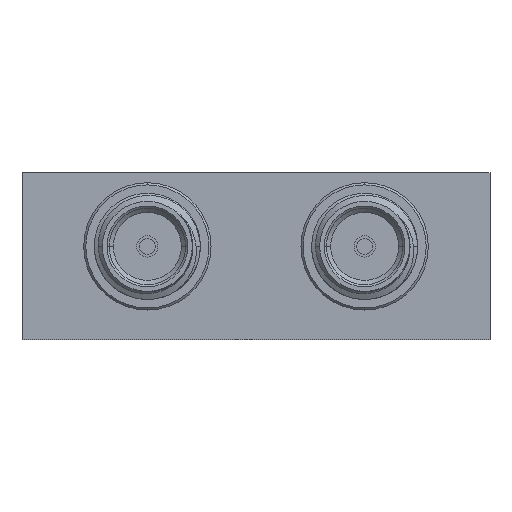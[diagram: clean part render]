
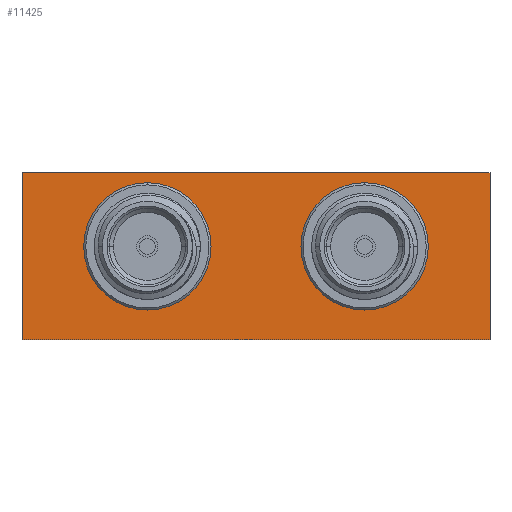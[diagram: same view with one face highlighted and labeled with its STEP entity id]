
A CAD part, front view. The second image highlights one B-rep face of the part: STEP entity #11425.
In plain terms, the highlighted planar face has unit normal (0, -1, 0).
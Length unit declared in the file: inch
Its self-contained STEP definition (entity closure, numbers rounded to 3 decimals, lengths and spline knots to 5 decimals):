
#346 = CARTESIAN_POINT ( 'NONE',  ( -0.55118, -0.55118, 0.19685 ) ) ;
#467 = ORIENTED_EDGE ( 'NONE', *, *, #12005, .F. ) ;
#579 = CIRCLE ( 'NONE', #13357, 0.15 ) ;
#769 = CIRCLE ( 'NONE', #20263, 0.15 ) ;
#836 = EDGE_LOOP ( 'NONE', ( #3316, #2709 ) ) ;
#931 = DIRECTION ( 'NONE',  ( 0., 0., -1. ) ) ;
#1433 = DIRECTION ( 'NONE',  ( 0., 0., -1. ) ) ;
#1653 = VECTOR ( 'NONE', #13473, 39.37008 ) ;
#2037 = DIRECTION ( 'NONE',  ( 0., 1., 0. ) ) ;
#2155 = LINE ( 'NONE', #346, #1653 ) ;
#2203 = CARTESIAN_POINT ( 'NONE',  ( 0.25591, -0.55118, 0.02362 ) ) ;
#2204 = VERTEX_POINT ( 'NONE', #9450 ) ;
#2384 = VERTEX_POINT ( 'NONE', #6932 ) ;
#2506 = DIRECTION ( 'NONE',  ( 0., -1., 0. ) ) ;
#2600 = DIRECTION ( 'NONE',  ( 0., 0., -1. ) ) ;
#2709 = ORIENTED_EDGE ( 'NONE', *, *, #10563, .F. ) ;
#2826 = LINE ( 'NONE', #12003, #4051 ) ;
#3041 = VECTOR ( 'NONE', #1433, 39.37008 ) ;
#3316 = ORIENTED_EDGE ( 'NONE', *, *, #18295, .F. ) ;
#3502 = CIRCLE ( 'NONE', #11399, 0.15 ) ;
#4051 = VECTOR ( 'NONE', #7225, 39.37008 ) ;
#4347 = ORIENTED_EDGE ( 'NONE', *, *, #14582, .T. ) ;
#4370 = FACE_BOUND ( 'NONE', #15360, .T. ) ;
#4407 = VERTEX_POINT ( 'NONE', #9488 ) ;
#4636 = CIRCLE ( 'NONE', #9018, 0.15 ) ;
#4774 = CARTESIAN_POINT ( 'NONE',  ( -0.55118, -0.55118, -0.19685 ) ) ;
#5391 = DIRECTION ( 'NONE',  ( 0., -1., 0. ) ) ;
#5497 = ORIENTED_EDGE ( 'NONE', *, *, #18775, .F. ) ;
#5863 = DIRECTION ( 'NONE',  ( 0., -1., 0. ) ) ;
#6932 = CARTESIAN_POINT ( 'NONE',  ( -0.55118, -0.55118, 0.19685 ) ) ;
#7225 = DIRECTION ( 'NONE',  ( 0., 0., -1. ) ) ;
#7379 = EDGE_CURVE ( 'NONE', #10171, #11571, #769, .T. ) ;
#7439 = CARTESIAN_POINT ( 'NONE',  ( -0.25591, -0.55118, 0.02362 ) ) ;
#8473 = VERTEX_POINT ( 'NONE', #11690 ) ;
#8759 = CARTESIAN_POINT ( 'NONE',  ( 0.25591, -0.55118, -0.12638 ) ) ;
#8761 = CARTESIAN_POINT ( 'NONE',  ( -0.25591, -0.55118, 0.02362 ) ) ;
#8936 = CARTESIAN_POINT ( 'NONE',  ( 0.25591, -0.55118, 0.02362 ) ) ;
#9018 = AXIS2_PLACEMENT_3D ( 'NONE', #7439, #13740, #2600 ) ;
#9450 = CARTESIAN_POINT ( 'NONE',  ( -0.55118, -0.55118, -0.19685 ) ) ;
#9488 = CARTESIAN_POINT ( 'NONE',  ( 0.55118, -0.55118, -0.19685 ) ) ;
#10171 = VERTEX_POINT ( 'NONE', #13690 ) ;
#10535 = LINE ( 'NONE', #4774, #12261 ) ;
#10563 = EDGE_CURVE ( 'NONE', #18663, #8473, #4636, .T. ) ;
#11399 = AXIS2_PLACEMENT_3D ( 'NONE', #8936, #5863, #18567 ) ;
#11425 = ADVANCED_FACE ( 'NONE', ( #4370, #13778, #17524 ), #14844, .F. ) ;
#11571 = VERTEX_POINT ( 'NONE', #8759 ) ;
#11690 = CARTESIAN_POINT ( 'NONE',  ( -0.25591, -0.55118, 0.17362 ) ) ;
#11738 = VERTEX_POINT ( 'NONE', #20445 ) ;
#12003 = CARTESIAN_POINT ( 'NONE',  ( -0.55118, -0.55118, 0.19685 ) ) ;
#12005 = EDGE_CURVE ( 'NONE', #2384, #11738, #2155, .T. ) ;
#12155 = EDGE_LOOP ( 'NONE', ( #4347, #5497, #467, #19326 ) ) ;
#12261 = VECTOR ( 'NONE', #19651, 39.37008 ) ;
#12575 = ORIENTED_EDGE ( 'NONE', *, *, #7379, .F. ) ;
#12607 = CARTESIAN_POINT ( 'NONE',  ( -0.25591, -0.55118, -0.12638 ) ) ;
#13357 = AXIS2_PLACEMENT_3D ( 'NONE', #8761, #2506, #931 ) ;
#13473 = DIRECTION ( 'NONE',  ( 1., 0., 0. ) ) ;
#13690 = CARTESIAN_POINT ( 'NONE',  ( 0.25591, -0.55118, 0.17362 ) ) ;
#13740 = DIRECTION ( 'NONE',  ( 0., -1., 0. ) ) ;
#13778 = FACE_BOUND ( 'NONE', #836, .T. ) ;
#14169 = CARTESIAN_POINT ( 'NONE',  ( 0.55118, -0.55118, 0.19685 ) ) ;
#14582 = EDGE_CURVE ( 'NONE', #2204, #4407, #10535, .T. ) ;
#14844 = PLANE ( 'NONE',  #16576 ) ;
#15177 = LINE ( 'NONE', #14169, #3041 ) ;
#15360 = EDGE_LOOP ( 'NONE', ( #12575, #16349 ) ) ;
#16349 = ORIENTED_EDGE ( 'NONE', *, *, #20134, .F. ) ;
#16432 = DIRECTION ( 'NONE',  ( 0., 0., 1. ) ) ;
#16463 = DIRECTION ( 'NONE',  ( 0., 0., 1. ) ) ;
#16576 = AXIS2_PLACEMENT_3D ( 'NONE', #19578, #2037, #16432 ) ;
#17524 = FACE_OUTER_BOUND ( 'NONE', #12155, .T. ) ;
#17736 = EDGE_CURVE ( 'NONE', #2384, #2204, #2826, .T. ) ;
#18295 = EDGE_CURVE ( 'NONE', #8473, #18663, #579, .T. ) ;
#18567 = DIRECTION ( 'NONE',  ( 0., 0., 1. ) ) ;
#18663 = VERTEX_POINT ( 'NONE', #12607 ) ;
#18775 = EDGE_CURVE ( 'NONE', #11738, #4407, #15177, .T. ) ;
#19326 = ORIENTED_EDGE ( 'NONE', *, *, #17736, .T. ) ;
#19578 = CARTESIAN_POINT ( 'NONE',  ( -0.55118, -0.55118, 0.19685 ) ) ;
#19651 = DIRECTION ( 'NONE',  ( 1., 0., 0. ) ) ;
#20134 = EDGE_CURVE ( 'NONE', #11571, #10171, #3502, .T. ) ;
#20263 = AXIS2_PLACEMENT_3D ( 'NONE', #2203, #5391, #16463 ) ;
#20445 = CARTESIAN_POINT ( 'NONE',  ( 0.55118, -0.55118, 0.19685 ) ) ;
